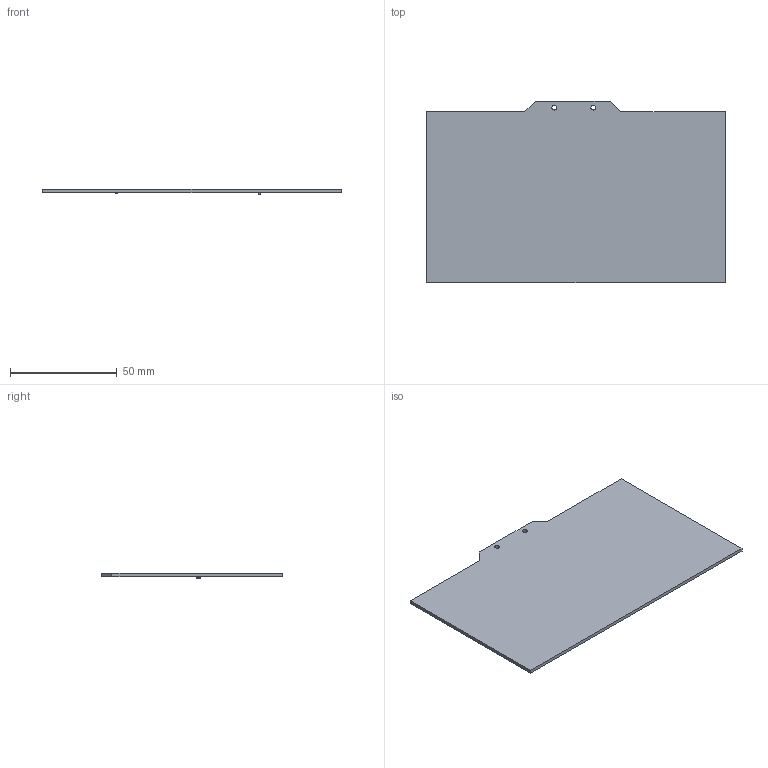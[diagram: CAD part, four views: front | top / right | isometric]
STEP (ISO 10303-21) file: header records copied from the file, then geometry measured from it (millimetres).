
FILE_DESCRIPTION(('FreeCAD Model'),'2;1');
FILE_NAME('Open CASCADE Shape Model','2022-09-03T10:03:54',(''),(''), 'Open CASCADE STEP processor 7.5','FreeCAD','Unknown');
FILE_SCHEMA(('AUTOMOTIVE_DESIGN { 1 0 10303 214 1 1 1 1 }'));
Length unit declared in the file: millimetre
Products named in the file (14): TVAC_platform; Board_Geoms_a6b9; Pcb_a6b9; topPads_a6b9; botPads_a6b9; botTracks_a6b9; Step_Models_a6b9; Bot_a6b9; R2_RESC-0603_03f0c5a948eb; COMPOUND; COMPOUND001; R1_NTC-0603-T0.9_053afcd77527; SOLID; COMPOUND002
Assembly tree (13 placements, depth 5):
  TVAC_platform
    Board_Geoms_a6b9
      Pcb_a6b9
      topPads_a6b9
      botPads_a6b9
      botTracks_a6b9
    Step_Models_a6b9
      Bot_a6b9
        R2_RESC-0603_03f0c5a948eb
          COMPOUND
          COMPOUND001
        R1_NTC-0603-T0.9_053afcd77527
          SOLID
          COMPOUND002
Bounding box: 140 x 85 x 2.5 mm (x, y, z)
Volume: 18230.1 mm3; surface area: 29067.5 mm2
Topology: 5 solids, 21 shells, 122 faces, 1596 edges, 2344 vertices
Faces by surface type: plane 80, cylinder 34, sphere 8
Full cylindrical faces by diameter (mm): 2.2 x2
Entity records: 16952 total; most frequent: CARTESIAN_POINT 4132, DIRECTION 2337, ORIENTED_EDGE 1564, EDGE_CURVE 1304, VERTEX_POINT 1208, LINE 1095, VECTOR 1095, AXIS2_PLACEMENT_3D 621
